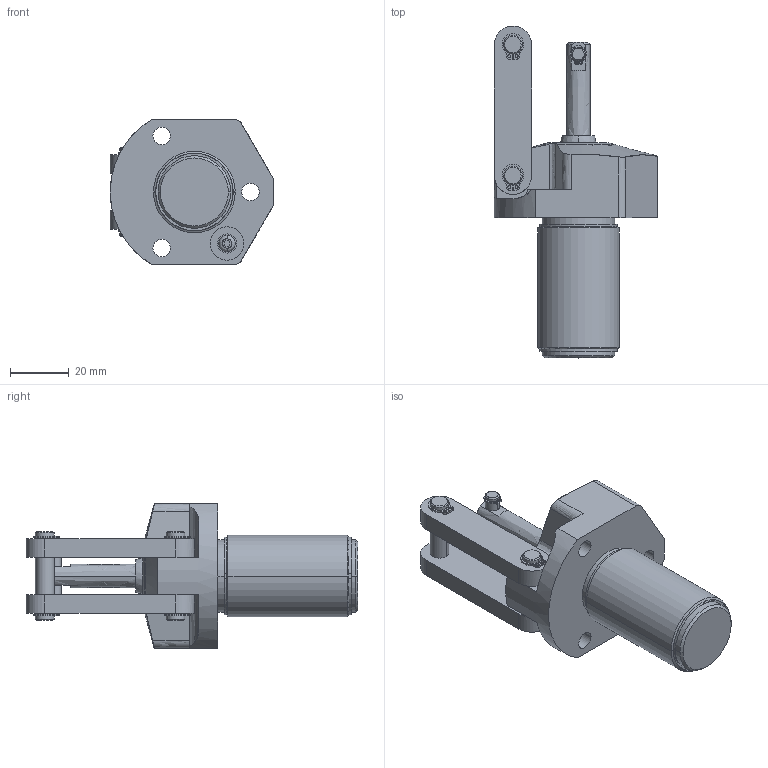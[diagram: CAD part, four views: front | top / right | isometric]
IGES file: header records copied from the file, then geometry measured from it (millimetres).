
Start section:  PTC IGES file: ilcm41661040.igs
Global section: file name: ilcm41661040.igs; native system: Creo Parametric by Parametric Technology Corporation; preprocessor: 2013320; author: act; organization: Unknown; date: 20180607.121006; units: millimetre
Bounding box: 55.55 x 112.7 x 49.2 mm (x, y, z)
Surface area: 26897.2 mm2 (no closed solid volume)
Topology: 0 solids, 0 shells, 262 faces, 2010 edges, 2540 vertices
Faces by surface type: revolution 156, bspline 106
